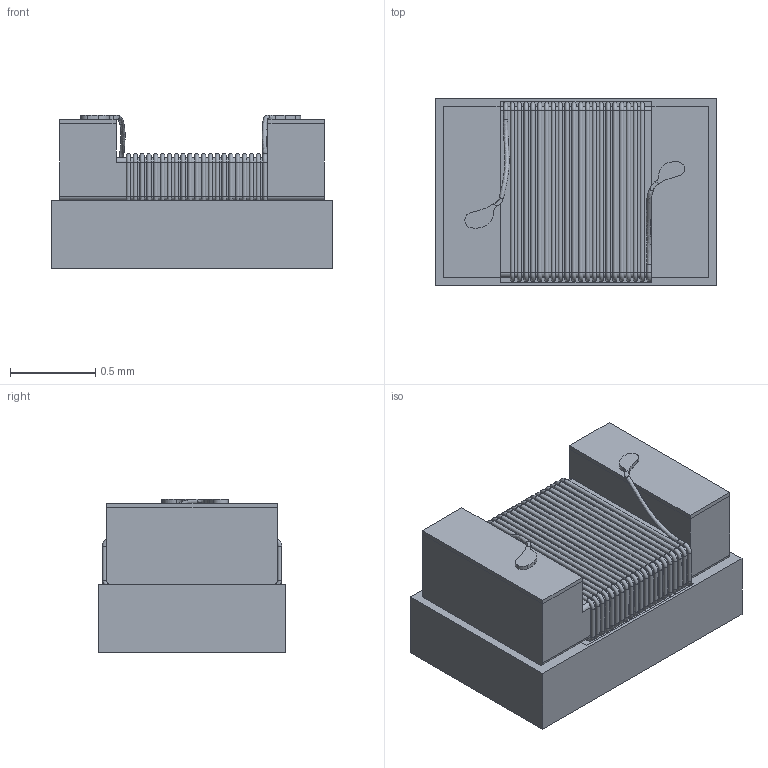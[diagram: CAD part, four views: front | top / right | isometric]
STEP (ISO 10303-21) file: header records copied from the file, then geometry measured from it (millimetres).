
FILE_DESCRIPTION(/* description */ ('Unknown'),/* implementation_level */ '2;1');
FILE_NAME(/* name */ '0603_7447610xxx',/* time_stamp */ '2023-11-24T08:51:35+01:00',/* author */ ('Unknown'),/* organization */ ('Unknown'),/* preprocessor_version */ 'ST-DEVELOPER v16.7',/* originating_system */ 'Solid Edge',/* authorisation */ 'Unknown');
FILE_SCHEMA (('AUTOMOTIVE_DESIGN {1 0 10303 214 3 1 1}'));
Length unit declared in the file: millimetre
Products named in the file (4): 0603_7447610xxx; Grundplatte; Kern; Pin
Assembly tree (4 placements, depth 2):
  0603_7447610xxx
    Grundplatte
    Kern
    Pin  x2
Bounding box: 1.65 x 1.1 x 0.9 mm (x, y, z)
Volume: 1.3 mm3; surface area: 17.1 mm2
Topology: 5 solids, 5 shells, 232 faces, 486 edges, 265 vertices
Faces by surface type: cylinder 99, bspline 52, torus 42, plane 39
Full cylindrical faces by diameter (mm): 0.025 x85
Entity records: 9271 total; most frequent: CARTESIAN_POINT 3811, DIRECTION 856, ORIENTED_EDGE 600, EDGE_LOOP 398, FACE_BOUND 398, AXIS2_PLACEMENT_3D 385, EDGE_CURVE 300, VERTEX_POINT 254
